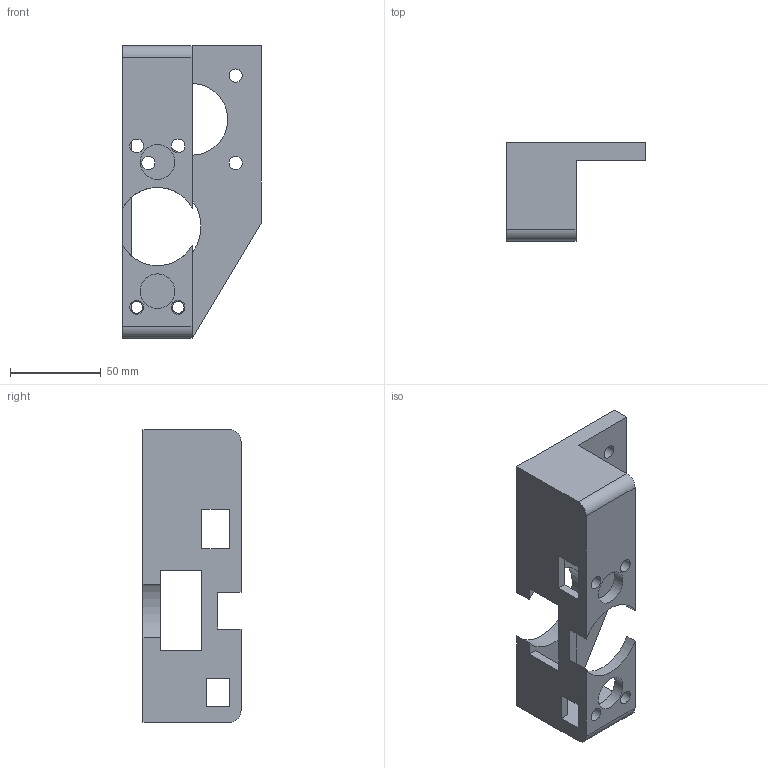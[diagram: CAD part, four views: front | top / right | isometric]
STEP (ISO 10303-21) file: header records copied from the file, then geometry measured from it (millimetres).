
FILE_DESCRIPTION(/* description */ (''),/* implementation_level */ '2;1');
FILE_NAME(/* name */ 'Untitled (v20~recovered).step',/* time_stamp */ '2024-09-17T19:27:48-07:00',/* author */ (''),/* organization */ (''),/* preprocessor_version */ 'ST-DEVELOPER v20',/* originating_system */ 'Autodesk Translation Framework v13.14.0.145',/* authorisation */ '');
FILE_SCHEMA (('AUTOMOTIVE_DESIGN { 1 0 10303 214 3 1 1 }'));
Length unit declared in the file: inch
Products named in the file (1): Untitled (v20~recovered)
Bounding box: 76.2 x 53.98 x 161.29 mm (x, y, z)
Volume: 143443.5 mm3; surface area: 48748.6 mm2
Topology: 1 solids, 1 shells, 46 faces, 145 edges, 95 vertices
Faces by surface type: plane 27, cylinder 19
Full cylindrical faces by diameter (mm): 6.5 x2, 7.35 x4, 7.5 x5, 19.05 x2, 39.37 x1
Entity records: 1716 total; most frequent: ORIENTED_EDGE 290, CARTESIAN_POINT 287, DIRECTION 283, EDGE_CURVE 145, LINE 101, VECTOR 101, VERTEX_POINT 95, AXIS2_PLACEMENT_3D 91
